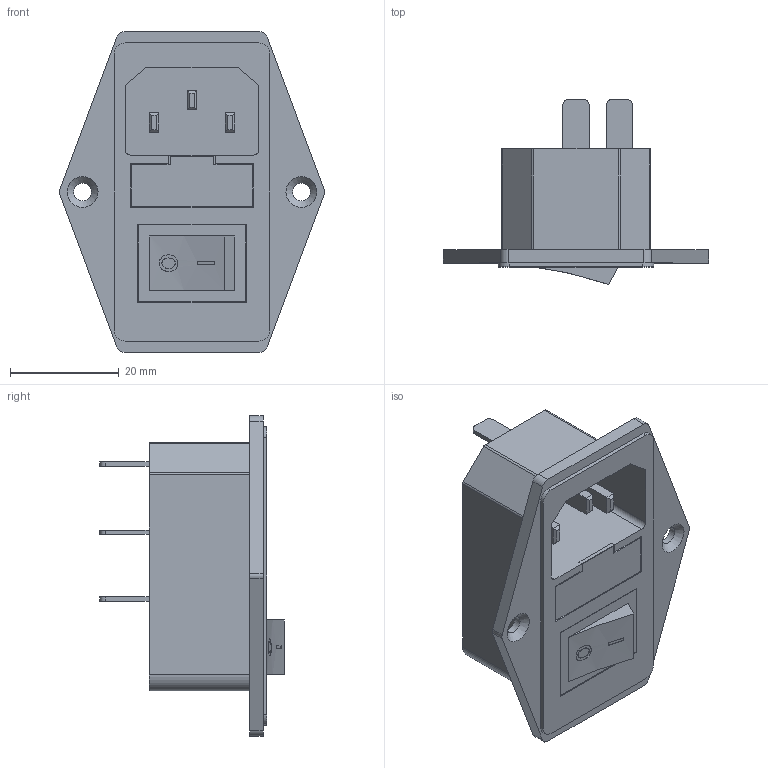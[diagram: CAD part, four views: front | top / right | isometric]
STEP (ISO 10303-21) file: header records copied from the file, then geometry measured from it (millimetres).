
FILE_DESCRIPTION(/* description */ (''),/* implementation_level */ '2;1');
FILE_NAME(/* name */ 'IEC320_C14_POWER_SOCKET.step',/* time_stamp */ '2024-07-28T06:38:34+10:00',/* author */ (''),/* organization */ (''),/* preprocessor_version */ 'ST-DEVELOPER v20',/* originating_system */ 'Autodesk Translation Framework v13.14.0.145',/* authorisation */ '');
FILE_SCHEMA (('AUTOMOTIVE_DESIGN { 1 0 10303 214 3 1 1 }'));
Length unit declared in the file: millimetre
Products named in the file (2): (Unsaved); POWER_SOCKET
Assembly tree (1 placements, depth 2):
  (Unsaved)
    POWER_SOCKET
Bounding box: 48.83 x 34 x 59 mm (x, y, z)
Volume: 18807.1 mm3; surface area: 11490.5 mm2
Topology: 2 solids, 2 shells, 182 faces, 460 edges, 302 vertices
Faces by surface type: plane 125, cylinder 34, bspline 21, cone 2
Full cylindrical faces by diameter (mm): 3.3 x2
Entity records: 6121 total; most frequent: CARTESIAN_POINT 1664, ORIENTED_EDGE 920, DIRECTION 814, EDGE_CURVE 460, LINE 346, VECTOR 346, VERTEX_POINT 302, AXIS2_PLACEMENT_3D 234
